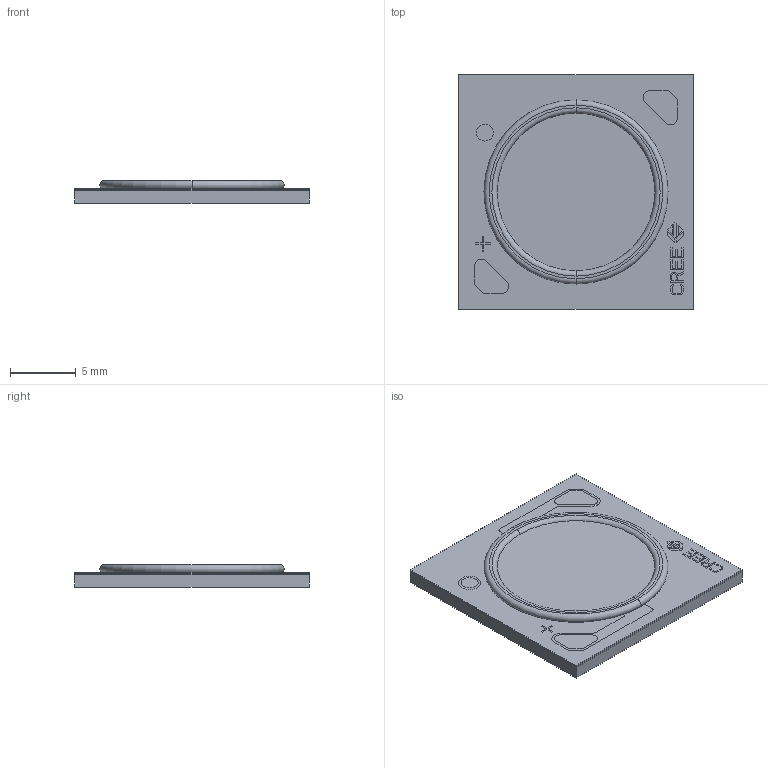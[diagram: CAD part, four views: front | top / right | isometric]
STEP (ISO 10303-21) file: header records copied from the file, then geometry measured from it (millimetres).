
FILE_DESCRIPTION((''),'2;1');
FILE_NAME('LE1801_ASM','2016-02-04T',('dcronin'),(''),'PRO/ENGINEER BY PARAMETRIC TECHNOLOGY CORPORATION, 2010140','PRO/ENGINEER BY PARAMETRIC TECHNOLOGY CORPORATION, 2010140','');
FILE_SCHEMA(('CONFIG_CONTROL_DESIGN'));
Length unit declared in the file: millimetre
Products named in the file (9): LE1801_ROUTING; LE1801_TM; LE1801_SM; LE1801; LE1801_DIELECTRIC; CREE_LOGO; LE1801_POSITIVE; LE1801_ENCAPSULANT; LE1801_ASM
Assembly tree (8 placements, depth 2):
  LE1801_ASM
    LE1801_ROUTING
    LE1801_TM
    LE1801_SM
    LE1801
    LE1801_DIELECTRIC
    CREE_LOGO
    LE1801_POSITIVE
    LE1801_ENCAPSULANT
Bounding box: 17.85 x 17.85 x 1.71 mm (x, y, z)
Volume: 457 mm3; surface area: 2183.4 mm2
Topology: 18 solids, 18 shells, 258 faces, 666 edges, 444 vertices
Faces by surface type: plane 204, cylinder 50, torus 4
Entity records: 8013 total; most frequent: CARTESIAN_POINT 1385, ORIENTED_EDGE 1332, DIRECTION 1328, EDGE_CURVE 666, VECTOR 554, LINE 554, VERTEX_POINT 444, AXIS2_PLACEMENT_3D 387
